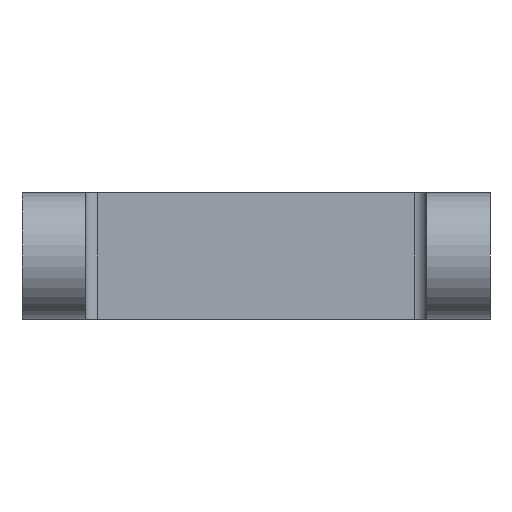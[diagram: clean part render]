
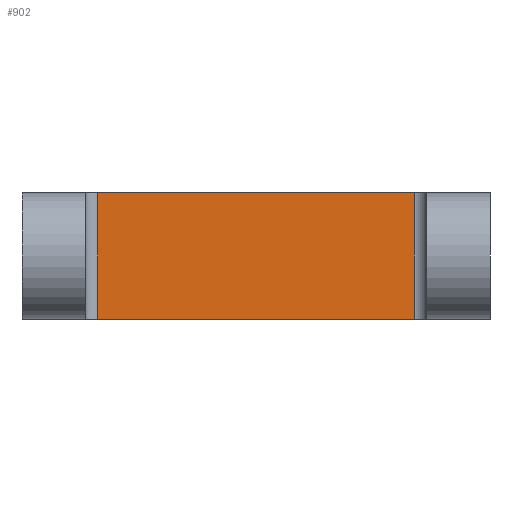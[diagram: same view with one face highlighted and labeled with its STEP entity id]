
A CAD part, front view. The second image highlights one B-rep face of the part: STEP entity #902.
In plain terms, the highlighted planar face has unit normal (0, -1, 0).
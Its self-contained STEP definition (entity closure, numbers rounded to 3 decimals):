
#94 = VECTOR ( 'NONE', #313, 1000. ) ;
#95 = CARTESIAN_POINT ( 'NONE',  ( -11.24, 11.899, 10. ) ) ;
#121 = CARTESIAN_POINT ( 'NONE',  ( -11.24, 11.899, 0. ) ) ;
#159 = CARTESIAN_POINT ( 'NONE',  ( 13.76, 11.899, 0. ) ) ;
#206 = FACE_OUTER_BOUND ( 'NONE', #696, .T. ) ;
#308 = DIRECTION ( 'NONE',  ( 0., 1., 0. ) ) ;
#313 = DIRECTION ( 'NONE',  ( 1., 0., 0. ) ) ;
#349 = EDGE_CURVE ( 'NONE', #981, #1087, #624, .T. ) ;
#380 = LINE ( 'NONE', #95, #94 ) ;
#481 = DIRECTION ( 'NONE',  ( 0., 0., -1. ) ) ;
#499 = CARTESIAN_POINT ( 'NONE',  ( -11.24, 11.899, 10. ) ) ;
#543 = CARTESIAN_POINT ( 'NONE',  ( -11.24, 11.899, 0. ) ) ;
#566 = VERTEX_POINT ( 'NONE', #820 ) ;
#568 = VECTOR ( 'NONE', #1029, 1000. ) ;
#593 = CARTESIAN_POINT ( 'NONE',  ( 13.76, 11.899, 10. ) ) ;
#616 = EDGE_CURVE ( 'NONE', #637, #981, #987, .T. ) ;
#624 = LINE ( 'NONE', #543, #690 ) ;
#637 = VERTEX_POINT ( 'NONE', #499 ) ;
#647 = DIRECTION ( 'NONE',  ( 0., 0., 1. ) ) ;
#669 = ORIENTED_EDGE ( 'NONE', *, *, #796, .F. ) ;
#690 = VECTOR ( 'NONE', #764, 1000. ) ;
#696 = EDGE_LOOP ( 'NONE', ( #1151, #1328, #669, #879 ) ) ;
#764 = DIRECTION ( 'NONE',  ( 1., 0., 0. ) ) ;
#796 = EDGE_CURVE ( 'NONE', #637, #566, #380, .T. ) ;
#804 = VECTOR ( 'NONE', #481, 1000. ) ;
#820 = CARTESIAN_POINT ( 'NONE',  ( 13.76, 11.899, 10. ) ) ;
#878 = AXIS2_PLACEMENT_3D ( 'NONE', #1421, #308, #647 ) ;
#879 = ORIENTED_EDGE ( 'NONE', *, *, #616, .T. ) ;
#902 = ADVANCED_FACE ( 'NONE', ( #206 ), #959, .F. ) ;
#910 = CARTESIAN_POINT ( 'NONE',  ( -11.24, 11.899, 10. ) ) ;
#959 = PLANE ( 'NONE',  #878 ) ;
#981 = VERTEX_POINT ( 'NONE', #121 ) ;
#987 = LINE ( 'NONE', #910, #568 ) ;
#1029 = DIRECTION ( 'NONE',  ( 0., 0., -1. ) ) ;
#1056 = LINE ( 'NONE', #593, #804 ) ;
#1081 = EDGE_CURVE ( 'NONE', #566, #1087, #1056, .T. ) ;
#1087 = VERTEX_POINT ( 'NONE', #159 ) ;
#1151 = ORIENTED_EDGE ( 'NONE', *, *, #349, .T. ) ;
#1328 = ORIENTED_EDGE ( 'NONE', *, *, #1081, .F. ) ;
#1421 = CARTESIAN_POINT ( 'NONE',  ( -11.24, 11.899, 10. ) ) ;
